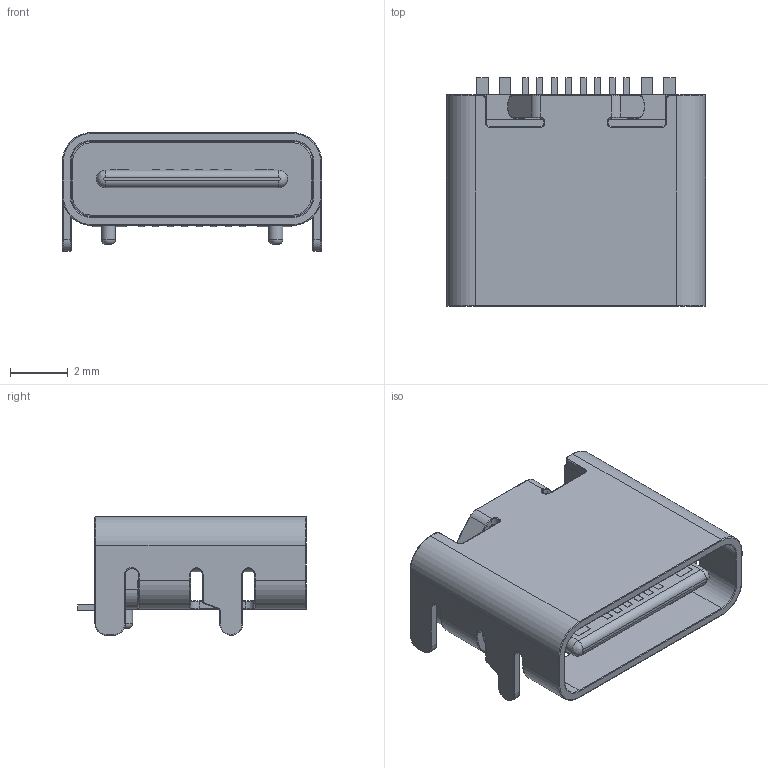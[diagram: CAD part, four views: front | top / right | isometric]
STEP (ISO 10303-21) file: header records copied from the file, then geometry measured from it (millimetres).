
FILE_DESCRIPTION(/* description */ (''),/* implementation_level */ '2;1');
FILE_NAME(/* name */ '3D_USBTYPEC.step',/* time_stamp */ '2022-03-26T19:13:04+08:00',/* author */ (''),/* organization */ (''),/* preprocessor_version */ 'ST-DEVELOPER v18.1',/* originating_system */ 'Autodesk Translation Framework v10.13.0.1454',/* authorisation */ '');
FILE_SCHEMA (('AUTOMOTIVE_DESIGN { 1 0 10303 214 3 1 1 }'));
Length unit declared in the file: millimetre
Products named in the file (4): 3D_USBTYPEC; USB1; USB-C-SMD_TYPE-C16PIN; SOLID
Assembly tree (3 placements, depth 4):
  3D_USBTYPEC
    USB1
      USB-C-SMD_TYPE-C16PIN
        SOLID
Bounding box: 8.94 x 7.9 x 4.1 mm (x, y, z)
Volume: 125.8 mm3; surface area: 381.8 mm2
Topology: 1 solids, 1 shells, 561 faces, 1356 edges, 820 vertices
Faces by surface type: plane 269, cylinder 168, torus 100, bspline 24
Full cylindrical faces by diameter (mm): 0.5 x2
Entity records: 17913 total; most frequent: CARTESIAN_POINT 3958, DIRECTION 2882, ORIENTED_EDGE 2712, EDGE_CURVE 1356, AXIS2_PLACEMENT_3D 1010, LINE 862, VECTOR 862, VERTEX_POINT 820
